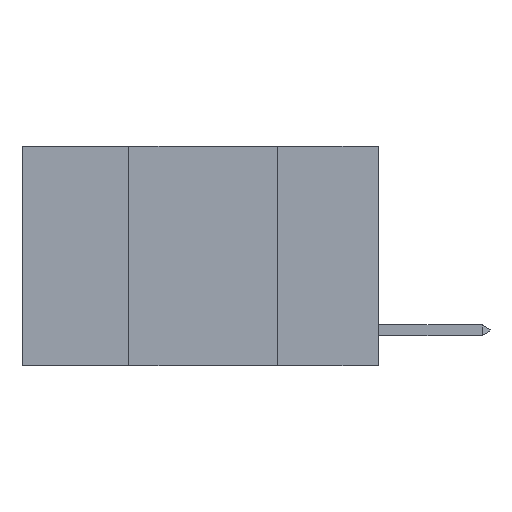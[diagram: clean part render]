
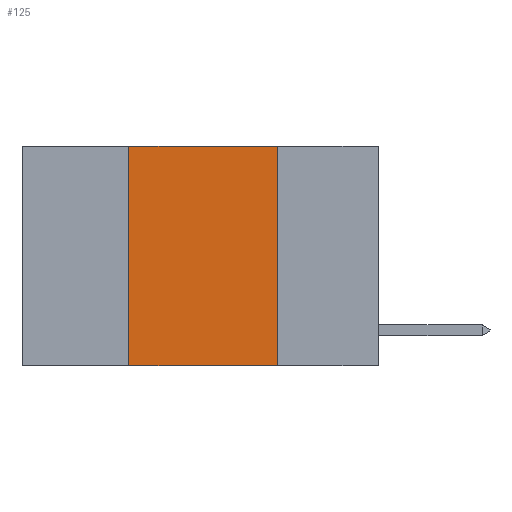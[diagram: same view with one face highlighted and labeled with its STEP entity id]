
A CAD part, left-side view. The second image highlights one B-rep face of the part: STEP entity #125.
In plain terms, the highlighted planar face has unit normal (-1, 0, 0).
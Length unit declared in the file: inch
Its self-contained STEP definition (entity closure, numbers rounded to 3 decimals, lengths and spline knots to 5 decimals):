
#17 = VECTOR ( 'NONE', #11947, 39.37008 ) ;
#46 = VERTEX_POINT ( 'NONE', #3468 ) ;
#125 = ADVANCED_FACE ( 'NONE', ( #4889 ), #4818, .F. ) ;
#433 = EDGE_CURVE ( 'NONE', #7646, #10124, #14772, .T. ) ;
#529 = EDGE_CURVE ( 'NONE', #46, #2725, #9683, .T. ) ;
#740 = VECTOR ( 'NONE', #13826, 39.37008 ) ;
#1003 = CARTESIAN_POINT ( 'NONE',  ( 0., 0.6, 0. ) ) ;
#1434 = EDGE_CURVE ( 'NONE', #46, #7646, #6102, .T. ) ;
#2103 = CARTESIAN_POINT ( 'NONE',  ( 0., 0.6, 0. ) ) ;
#2317 = EDGE_CURVE ( 'NONE', #10124, #2725, #10213, .T. ) ;
#2718 = EDGE_LOOP ( 'NONE', ( #8459, #12357, #16631, #6610 ) ) ;
#2725 = VERTEX_POINT ( 'NONE', #4798 ) ;
#2781 = CARTESIAN_POINT ( 'NONE',  ( 0., 0.42, 0. ) ) ;
#3016 = VECTOR ( 'NONE', #13048, 39.37008 ) ;
#3468 = CARTESIAN_POINT ( 'NONE',  ( 0., 0.42, -0.37 ) ) ;
#4292 = DIRECTION ( 'NONE',  ( 0., 0., 1. ) ) ;
#4798 = CARTESIAN_POINT ( 'NONE',  ( 0., 0.17, -0.37 ) ) ;
#4818 = PLANE ( 'NONE',  #15263 ) ;
#4889 = FACE_OUTER_BOUND ( 'NONE', #2718, .T. ) ;
#5680 = VECTOR ( 'NONE', #4292, 39.37008 ) ;
#6102 = LINE ( 'NONE', #16174, #5680 ) ;
#6610 = ORIENTED_EDGE ( 'NONE', *, *, #529, .T. ) ;
#7646 = VERTEX_POINT ( 'NONE', #2781 ) ;
#8459 = ORIENTED_EDGE ( 'NONE', *, *, #2317, .F. ) ;
#9683 = LINE ( 'NONE', #13743, #3016 ) ;
#10124 = VERTEX_POINT ( 'NONE', #14128 ) ;
#10213 = LINE ( 'NONE', #14693, #17 ) ;
#10653 = DIRECTION ( 'NONE',  ( 1., 0., 0. ) ) ;
#11947 = DIRECTION ( 'NONE',  ( 0., 0., -1. ) ) ;
#12357 = ORIENTED_EDGE ( 'NONE', *, *, #433, .F. ) ;
#13048 = DIRECTION ( 'NONE',  ( 0., -1., 0. ) ) ;
#13578 = DIRECTION ( 'NONE',  ( 0., 0., -1. ) ) ;
#13743 = CARTESIAN_POINT ( 'NONE',  ( 0., 0.6, -0.37 ) ) ;
#13826 = DIRECTION ( 'NONE',  ( 0., -1., 0. ) ) ;
#14128 = CARTESIAN_POINT ( 'NONE',  ( 0., 0.17, 0. ) ) ;
#14693 = CARTESIAN_POINT ( 'NONE',  ( 0., 0.17, 0. ) ) ;
#14772 = LINE ( 'NONE', #2103, #740 ) ;
#15263 = AXIS2_PLACEMENT_3D ( 'NONE', #1003, #10653, #13578 ) ;
#16174 = CARTESIAN_POINT ( 'NONE',  ( 0., 0.42, 0. ) ) ;
#16631 = ORIENTED_EDGE ( 'NONE', *, *, #1434, .F. ) ;
